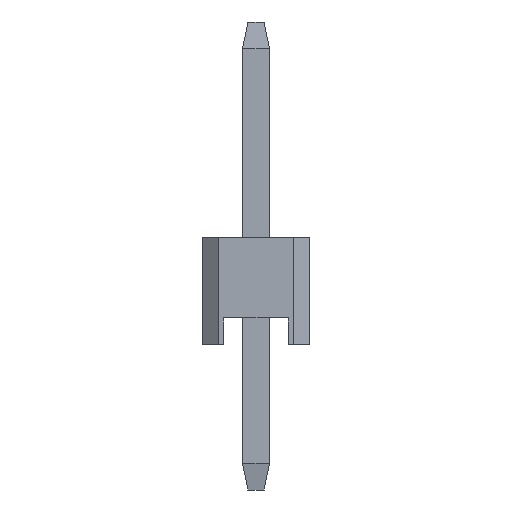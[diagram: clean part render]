
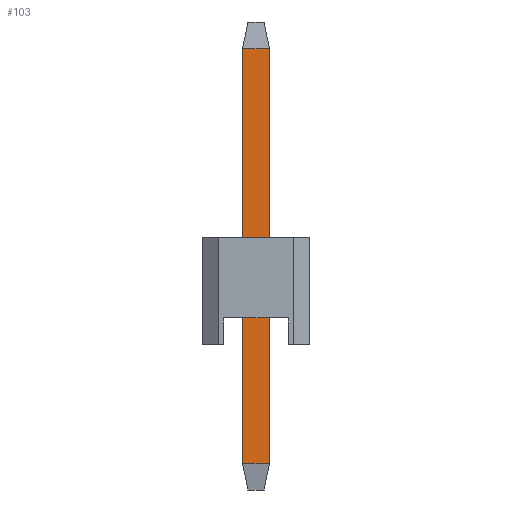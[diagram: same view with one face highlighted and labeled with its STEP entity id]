
A CAD part, left-side view. The second image highlights one B-rep face of the part: STEP entity #103.
In plain terms, the highlighted planar face has unit normal (-1, 0, 0).
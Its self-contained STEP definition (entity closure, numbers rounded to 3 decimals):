
#103=ADVANCED_FACE('',(#267),#2467,.T.);
#267=FACE_OUTER_BOUND('',#431,.T.);
#431=EDGE_LOOP('',(#610,#611,#612,#613));
#610=ORIENTED_EDGE('',*,*,#1415,.F.);
#611=ORIENTED_EDGE('',*,*,#1416,.F.);
#612=ORIENTED_EDGE('',*,*,#1417,.F.);
#613=ORIENTED_EDGE('',*,*,#1414,.F.);
#1414=EDGE_CURVE('',#2218,#2219,#1816,.T.);
#1415=EDGE_CURVE('',#2220,#2218,#1817,.T.);
#1416=EDGE_CURVE('',#2221,#2220,#1818,.T.);
#1417=EDGE_CURVE('',#2219,#2221,#1819,.T.);
#1816=B_SPLINE_CURVE_WITH_KNOTS('',1,(#3022,#3023),.UNSPECIFIED.,.F.,.F.,
(2,2),(-7.7,0.),.UNSPECIFIED.);
#1817=B_SPLINE_CURVE_WITH_KNOTS('',1,(#3024,#3025),.UNSPECIFIED.,.F.,.F.,
(2,2),(-0.5,0.),.UNSPECIFIED.);
#1818=B_SPLINE_CURVE_WITH_KNOTS('',1,(#3026,#3027),.UNSPECIFIED.,.F.,.F.,
(2,2),(-7.7,0.),.UNSPECIFIED.);
#1819=B_SPLINE_CURVE_WITH_KNOTS('',1,(#3028,#3029),.UNSPECIFIED.,.F.,.F.,
(2,2),(-0.5,0.),.UNSPECIFIED.);
#2218=VERTEX_POINT('',#3002);
#2219=VERTEX_POINT('',#3003);
#2220=VERTEX_POINT('',#3004);
#2221=VERTEX_POINT('',#3005);
#2467=PLANE('',#2651);
#2651=AXIS2_PLACEMENT_3D('',#2985,#2818,$);
#2818=DIRECTION('',(-1.,0.,0.));
#2985=CARTESIAN_POINT('',(-0.25,129.04,6.34));
#3002=CARTESIAN_POINT('',(-0.25,129.75,5.51));
#3003=CARTESIAN_POINT('',(-0.25,129.75,-2.19));
#3004=CARTESIAN_POINT('',(-0.25,130.25,5.51));
#3005=CARTESIAN_POINT('',(-0.25,130.25,-2.19));
#3022=CARTESIAN_POINT('',(-0.25,129.75,5.51));
#3023=CARTESIAN_POINT('',(-0.25,129.75,-2.19));
#3024=CARTESIAN_POINT('',(-0.25,130.25,5.51));
#3025=CARTESIAN_POINT('',(-0.25,129.75,5.51));
#3026=CARTESIAN_POINT('',(-0.25,130.25,-2.19));
#3027=CARTESIAN_POINT('',(-0.25,130.25,5.51));
#3028=CARTESIAN_POINT('',(-0.25,129.75,-2.19));
#3029=CARTESIAN_POINT('',(-0.25,130.25,-2.19));
